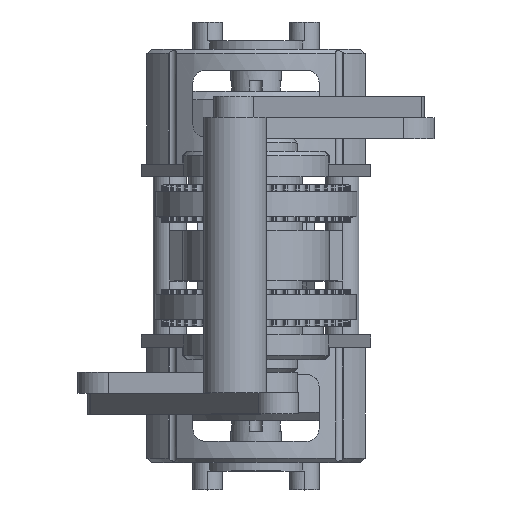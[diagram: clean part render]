
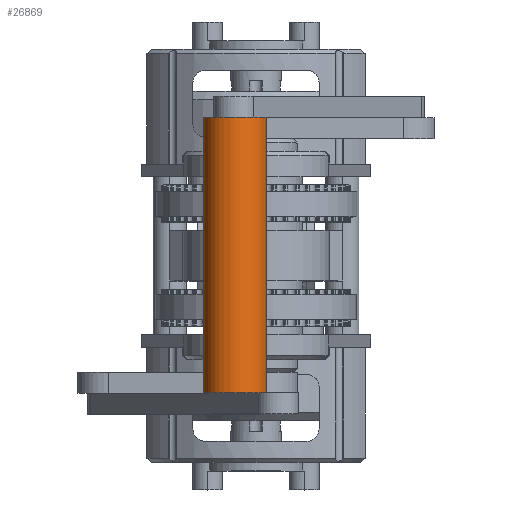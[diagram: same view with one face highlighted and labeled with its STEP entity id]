
A CAD part, top view. The second image highlights one B-rep face of the part: STEP entity #26869.
In plain terms, the highlighted cylindrical face has radius 7.5 mm (diameter 15 mm), a partial arc.
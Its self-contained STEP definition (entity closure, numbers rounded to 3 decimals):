
#26757=CARTESIAN_POINT('',(0.,0.,0.));
#26758=DIRECTION('',(0.,1.,0.));
#26759=DIRECTION('',(-1.,0.,0.));
#26760=AXIS2_PLACEMENT_3D('',#26757,#26758,#26759);
#26772=DIRECTION('',(0.,1.,0.));
#26773=VECTOR('',#26772,65.6);
#26774=CARTESIAN_POINT('',(7.5,0.,0.));
#26775=LINE('',#26774,#26773);
#26776=DIRECTION('',(0.,1.,0.));
#26777=VECTOR('',#26776,65.6);
#26778=CARTESIAN_POINT('',(-7.5,0.,0.));
#26779=LINE('',#26778,#26777);
#26785=CARTESIAN_POINT('',(0.,65.6,0.));
#26786=DIRECTION('',(0.,1.,0.));
#26787=DIRECTION('',(-1.,0.,0.));
#26788=AXIS2_PLACEMENT_3D('',#26785,#26786,#26787);
#26808=CARTESIAN_POINT('',(7.5,0.,0.));
#26809=CARTESIAN_POINT('',(-7.5,0.,0.));
#26810=VERTEX_POINT('',#26808);
#26811=VERTEX_POINT('',#26809);
#26816=CARTESIAN_POINT('',(7.5,65.6,0.));
#26817=CARTESIAN_POINT('',(-7.5,65.6,0.));
#26818=VERTEX_POINT('',#26816);
#26819=VERTEX_POINT('',#26817);
#26857=CARTESIAN_POINT('',(0.,0.,0.));
#26858=DIRECTION('',(0.,1.,0.));
#26859=DIRECTION('',(1.,0.,0.));
#26860=AXIS2_PLACEMENT_3D('',#26857,#26858,#26859);
#26861=CYLINDRICAL_SURFACE('',#26860,7.5);
#26862=ORIENTED_EDGE('',*,*,#26831,.F.);
#26863=ORIENTED_EDGE('',*,*,#26852,.T.);
#26865=ORIENTED_EDGE('',*,*,#26864,.T.);
#26866=ORIENTED_EDGE('',*,*,#26848,.F.);
#26867=EDGE_LOOP('',(#26862,#26863,#26865,#26866));
#26868=FACE_OUTER_BOUND('',#26867,.F.);
#26761=CIRCLE('',#26760,7.5);
#26789=CIRCLE('',#26788,7.5);
#26831=EDGE_CURVE('',#26811,#26810,#26761,.T.);
#26848=EDGE_CURVE('',#26810,#26818,#26775,.T.);
#26852=EDGE_CURVE('',#26811,#26819,#26779,.T.);
#26864=EDGE_CURVE('',#26819,#26818,#26789,.T.);
#26869=ADVANCED_FACE('',(#26868),#26861,.T.);
